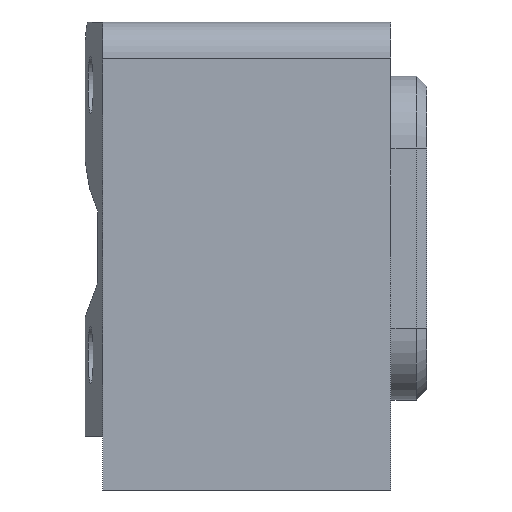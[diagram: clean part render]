
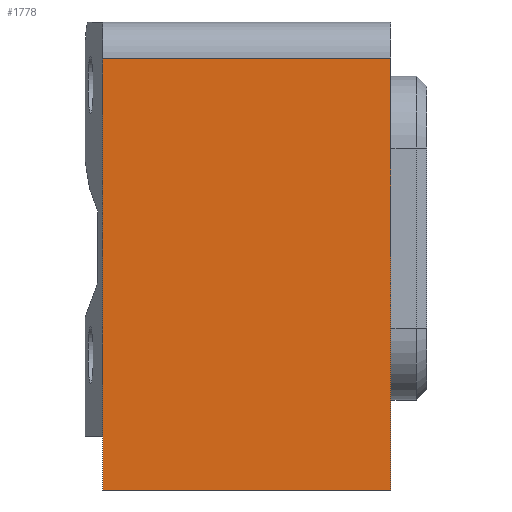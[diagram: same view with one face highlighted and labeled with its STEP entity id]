
A CAD part, left-side view. The second image highlights one B-rep face of the part: STEP entity #1778.
In plain terms, the highlighted planar face has unit normal (-1, 0, 0).
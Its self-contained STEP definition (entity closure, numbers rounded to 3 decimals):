
#2 = EDGE_CURVE ( 'NONE', #334, #28, #390, .T. ) ;
#8 = CARTESIAN_POINT ( 'NONE',  ( -11., 0., -13. ) ) ;
#19 = DIRECTION ( 'NONE',  ( 0., -1., 0. ) ) ;
#28 = VERTEX_POINT ( 'NONE', #1762 ) ;
#122 = CARTESIAN_POINT ( 'NONE',  ( -11., 0., -13. ) ) ;
#231 = CARTESIAN_POINT ( 'NONE',  ( -11., 16., -13. ) ) ;
#235 = ORIENTED_EDGE ( 'NONE', *, *, #1841, .T. ) ;
#334 = VERTEX_POINT ( 'NONE', #1007 ) ;
#390 = LINE ( 'NONE', #1752, #783 ) ;
#391 = EDGE_CURVE ( 'NONE', #1962, #28, #426, .T. ) ;
#425 = VERTEX_POINT ( 'NONE', #122 ) ;
#426 = LINE ( 'NONE', #1798, #1555 ) ;
#646 = CARTESIAN_POINT ( 'NONE',  ( -11., 16., -13. ) ) ;
#666 = DIRECTION ( 'NONE',  ( 0., 1., 0. ) ) ;
#667 = EDGE_LOOP ( 'NONE', ( #235, #1093, #1117, #1702 ) ) ;
#777 = DIRECTION ( 'NONE',  ( 1., 0., 0. ) ) ;
#783 = VECTOR ( 'NONE', #666, 1000. ) ;
#861 = CARTESIAN_POINT ( 'NONE',  ( -11., 16., -13. ) ) ;
#884 = AXIS2_PLACEMENT_3D ( 'NONE', #861, #777, #1408 ) ;
#911 = DIRECTION ( 'NONE',  ( 0., 0., 1. ) ) ;
#954 = VECTOR ( 'NONE', #1519, 1000. ) ;
#985 = VECTOR ( 'NONE', #19, 1000. ) ;
#1007 = CARTESIAN_POINT ( 'NONE',  ( -11., 0., 11. ) ) ;
#1093 = ORIENTED_EDGE ( 'NONE', *, *, #2, .T. ) ;
#1117 = ORIENTED_EDGE ( 'NONE', *, *, #391, .F. ) ;
#1354 = FACE_OUTER_BOUND ( 'NONE', #667, .T. ) ;
#1408 = DIRECTION ( 'NONE',  ( 0., 0., -1. ) ) ;
#1519 = DIRECTION ( 'NONE',  ( 0., 0., 1. ) ) ;
#1555 = VECTOR ( 'NONE', #911, 1000. ) ;
#1702 = ORIENTED_EDGE ( 'NONE', *, *, #1803, .T. ) ;
#1752 = CARTESIAN_POINT ( 'NONE',  ( -11., 16., 11. ) ) ;
#1762 = CARTESIAN_POINT ( 'NONE',  ( -11., 16., 11. ) ) ;
#1778 = ADVANCED_FACE ( 'NONE', ( #1354 ), #1968, .F. ) ;
#1798 = CARTESIAN_POINT ( 'NONE',  ( -11., 16., -13. ) ) ;
#1803 = EDGE_CURVE ( 'NONE', #1962, #425, #1868, .T. ) ;
#1841 = EDGE_CURVE ( 'NONE', #425, #334, #1877, .T. ) ;
#1868 = LINE ( 'NONE', #646, #985 ) ;
#1877 = LINE ( 'NONE', #8, #954 ) ;
#1962 = VERTEX_POINT ( 'NONE', #231 ) ;
#1968 = PLANE ( 'NONE',  #884 ) ;
